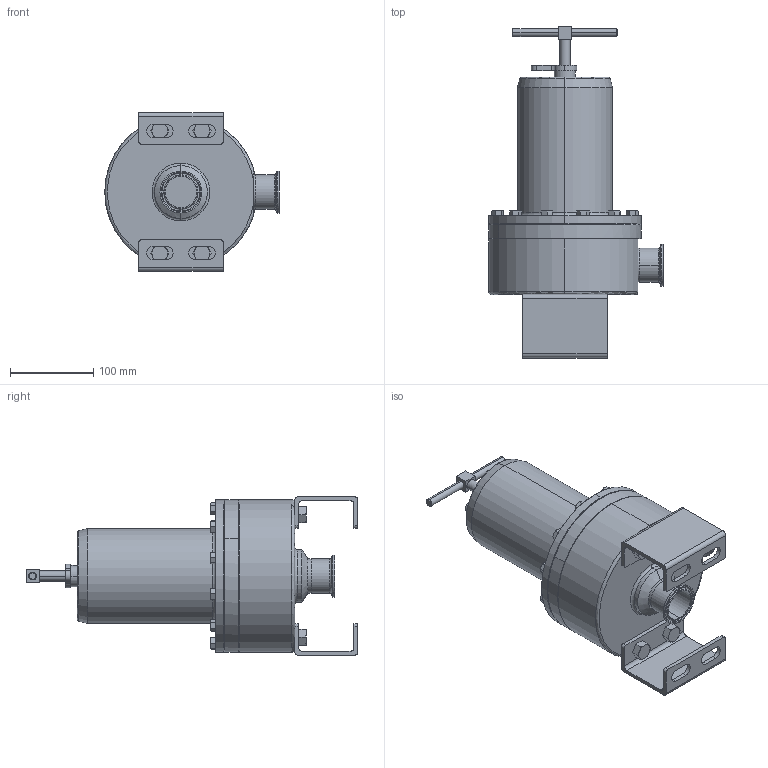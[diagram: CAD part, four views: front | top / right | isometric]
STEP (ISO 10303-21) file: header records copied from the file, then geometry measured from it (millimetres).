
FILE_DESCRIPTION (( 'STEP AP203' ), '1' );
FILE_NAME ('96D-40.STEP', '2017-06-07T10:17:55', ( '' ), ( '' ), 'SwSTEP 2.0', 'SolidWorks 2014', '' );
FILE_SCHEMA (( 'CONFIG_CONTROL_DESIGN' ));
Length unit declared in the file: inch
Products named in the file (2): 96D-40
Bounding box: 210.01 x 399.46 x 191.3 mm (x, y, z)
Volume: 4442084.6 mm3; surface area: 260098.7 mm2
Topology: 1 solids, 1 shells, 415 faces, 986 edges, 603 vertices
Faces by surface type: plane 168, cone 127, cylinder 91, torus 29
Entity records: 12852 total; most frequent: CARTESIAN_POINT 3168, DIRECTION 1991, ORIENTED_EDGE 1972, EDGE_CURVE 986, AXIS2_PLACEMENT_3D 786, VERTEX_POINT 603, EDGE_LOOP 477, LINE 419
